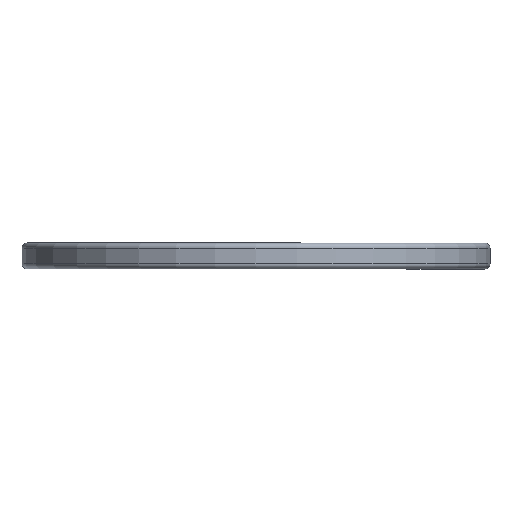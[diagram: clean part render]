
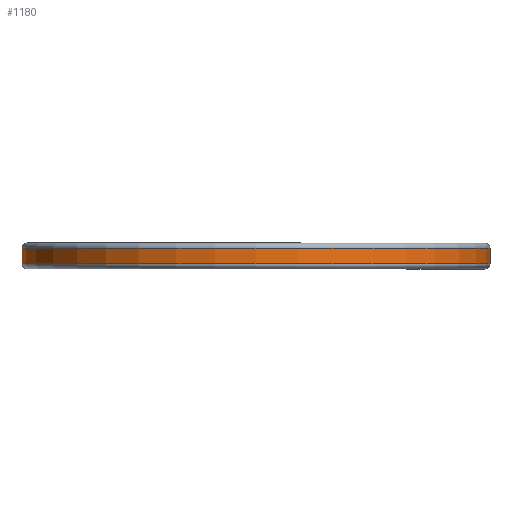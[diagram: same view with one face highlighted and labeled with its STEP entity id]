
A CAD part, front view. The second image highlights one B-rep face of the part: STEP entity #1180.
In plain terms, the highlighted cylindrical face has radius 45 mm (diameter 90 mm), a full revolution.
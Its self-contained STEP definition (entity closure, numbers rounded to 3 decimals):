
#95=LINE('',#1760,#205);
#205=VECTOR('',#1392,45.);
#315=CYLINDRICAL_SURFACE('',#1253,45.);
#354=FACE_OUTER_BOUND('',#421,.T.);
#421=EDGE_LOOP('',(#839,#840,#841,#842,#843));
#518=CIRCLE('',#1252,45.);
#519=CIRCLE('',#1254,45.);
#520=CIRCLE('',#1255,45.);
#558=VERTEX_POINT('',#1755);
#559=VERTEX_POINT('',#1759);
#560=VERTEX_POINT('',#1761);
#666=EDGE_CURVE('',#558,#558,#518,.T.);
#667=EDGE_CURVE('',#558,#559,#95,.T.);
#668=EDGE_CURVE('',#560,#559,#519,.T.);
#669=EDGE_CURVE('',#559,#560,#520,.T.);
#839=ORIENTED_EDGE('',*,*,#666,.F.);
#840=ORIENTED_EDGE('',*,*,#667,.T.);
#841=ORIENTED_EDGE('',*,*,#668,.F.);
#842=ORIENTED_EDGE('',*,*,#669,.F.);
#843=ORIENTED_EDGE('',*,*,#667,.F.);
#1180=ADVANCED_FACE('',(#354),#315,.T.);
#1252=AXIS2_PLACEMENT_3D('',#1757,#1388,#1389);
#1253=AXIS2_PLACEMENT_3D('',#1758,#1390,#1391);
#1254=AXIS2_PLACEMENT_3D('',#1762,#1393,#1394);
#1255=AXIS2_PLACEMENT_3D('',#1763,#1395,#1396);
#1388=DIRECTION('center_axis',(0.,0.,1.));
#1389=DIRECTION('ref_axis',(1.,0.,0.));
#1390=DIRECTION('center_axis',(0.,0.,1.));
#1391=DIRECTION('ref_axis',(1.,0.,0.));
#1392=DIRECTION('',(0.,0.,-1.));
#1393=DIRECTION('center_axis',(0.,0.,-1.));
#1394=DIRECTION('ref_axis',(1.,0.,0.));
#1395=DIRECTION('center_axis',(0.,0.,-1.));
#1396=DIRECTION('ref_axis',(1.,0.,0.));
#1755=CARTESIAN_POINT('',(-44.994,0.,4.));
#1757=CARTESIAN_POINT('Origin',(0.006,0.,
4.));
#1758=CARTESIAN_POINT('Origin',(0.006,0.,
0.));
#1759=CARTESIAN_POINT('',(-44.994,0.,1.));
#1760=CARTESIAN_POINT('',(-44.994,0.,0.));
#1761=CARTESIAN_POINT('',(45.006,0.,1.));
#1762=CARTESIAN_POINT('Origin',(0.006,0.,
1.));
#1763=CARTESIAN_POINT('Origin',(0.006,0.,
1.));
